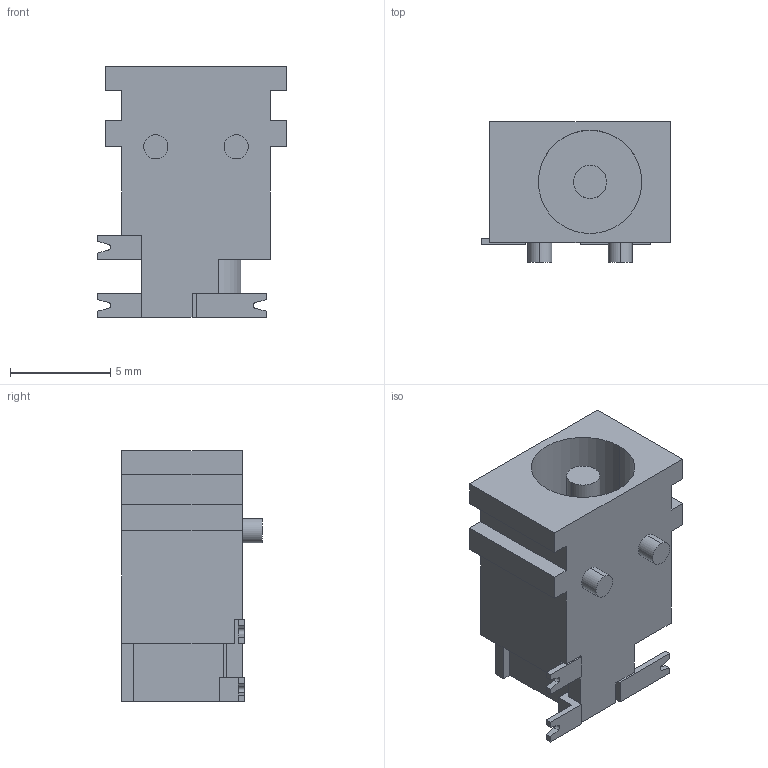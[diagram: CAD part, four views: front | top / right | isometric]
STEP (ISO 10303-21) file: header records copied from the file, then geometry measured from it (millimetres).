
FILE_DESCRIPTION(('FreeCAD Model'),'2;1');
FILE_NAME('Open CASCADE Shape Model','2023-10-01T11:01:10',( 'kicad StepUp'),('ksu MCAD'),'Open CASCADE STEP processor 7.5', 'FreeCAD','Unknown');
FILE_SCHEMA(('AUTOMOTIVE_DESIGN { 1 0 10303 214 1 1 1 1 }'));
Length unit declared in the file: millimetre
Products named in the file (1): CUI_DEVICES_PJ1-021-SMT-TR
Bounding box: 9.4 x 7 x 12.5 mm (x, y, z)
Volume: 400.9 mm3; surface area: 738.1 mm2
Topology: 6 solids, 6 shells, 115 faces, 882 edges, 2547 vertices
Faces by surface type: plane 98, cylinder 17
Entity records: 12006 total; most frequent: CARTESIAN_POINT 3545, DIRECTION 1216, LINE 780, VECTOR 780, GEOMETRIC_CURVE_SET 589, ORIENTED_EDGE 588, TRIMMED_CURVE 588, PRESENTATION_STYLE_ASSIGNMENT 316
